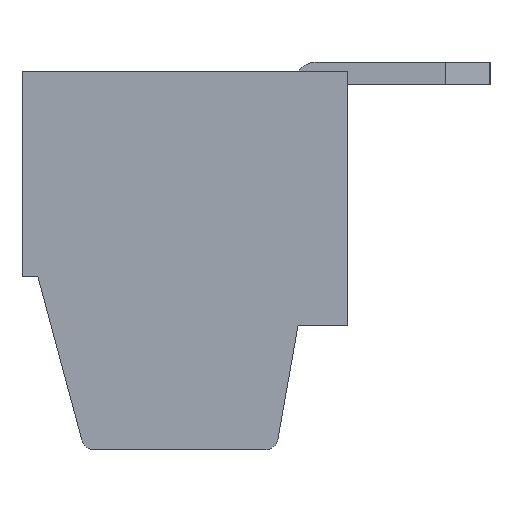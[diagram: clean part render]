
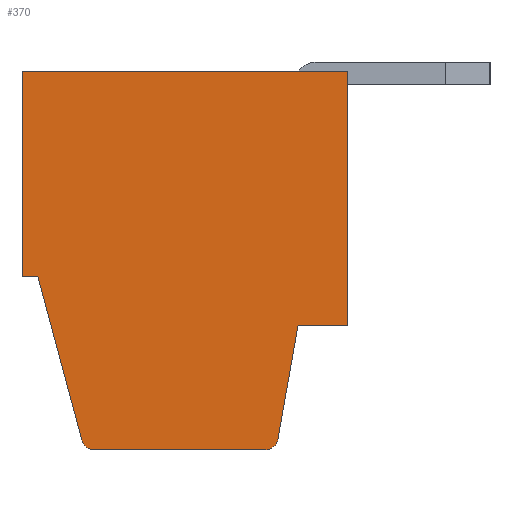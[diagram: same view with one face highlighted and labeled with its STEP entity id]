
A CAD part, left-side view. The second image highlights one B-rep face of the part: STEP entity #370.
In plain terms, the highlighted planar face has unit normal (-1, 0, 0).
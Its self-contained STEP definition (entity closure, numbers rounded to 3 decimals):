
#370 = ADVANCED_FACE( '', ( #1050 ), #1051, .T. );
#1050 = FACE_OUTER_BOUND( '', #2139, .T. );
#1051 = PLANE( '', #2140 );
#2139 = EDGE_LOOP( '', ( #3293, #3294, #3295, #3296, #3297, #3298, #3299, #3300, #3301, #3302 ) );
#2140 = AXIS2_PLACEMENT_3D( '', #3303, #3304, #3305 );
#3293 = ORIENTED_EDGE( '', *, *, #5960, .T. );
#3294 = ORIENTED_EDGE( '', *, *, #5961, .T. );
#3295 = ORIENTED_EDGE( '', *, *, #5962, .T. );
#3296 = ORIENTED_EDGE( '', *, *, #5963, .T. );
#3297 = ORIENTED_EDGE( '', *, *, #5964, .T. );
#3298 = ORIENTED_EDGE( '', *, *, #5965, .T. );
#3299 = ORIENTED_EDGE( '', *, *, #5947, .T. );
#3300 = ORIENTED_EDGE( '', *, *, #5966, .T. );
#3301 = ORIENTED_EDGE( '', *, *, #5967, .T. );
#3302 = ORIENTED_EDGE( '', *, *, #5968, .T. );
#3303 = CARTESIAN_POINT( '', ( 165.647, 244.734, -4.2 ) );
#3304 = DIRECTION( '', ( -1., 0., 0. ) );
#3305 = DIRECTION( '', ( 0., -1., 0. ) );
#5947 = EDGE_CURVE( '', #7027, #7025, #7028, .T. );
#5960 = EDGE_CURVE( '', #7050, #7051, #7052, .T. );
#5961 = EDGE_CURVE( '', #7051, #7053, #7054, .T. );
#5962 = EDGE_CURVE( '', #7053, #7055, #7056, .T. );
#5963 = EDGE_CURVE( '', #7055, #7057, #7058, .T. );
#5964 = EDGE_CURVE( '', #7057, #7059, #7060, .T. );
#5965 = EDGE_CURVE( '', #7059, #7027, #7061, .T. );
#5966 = EDGE_CURVE( '', #7025, #7062, #7063, .T. );
#5967 = EDGE_CURVE( '', #7062, #7064, #7065, .T. );
#5968 = EDGE_CURVE( '', #7064, #7050, #7066, .T. );
#7025 = VERTEX_POINT( '', #8583 );
#7027 = VERTEX_POINT( '', #8586 );
#7028 = LINE( '', #8587, #8588 );
#7050 = VERTEX_POINT( '', #8620 );
#7051 = VERTEX_POINT( '', #8621 );
#7052 = LINE( '', #8622, #8623 );
#7053 = VERTEX_POINT( '', #8624 );
#7054 = CIRCLE( '', #8625, 0.3 );
#7055 = VERTEX_POINT( '', #8626 );
#7056 = LINE( '', #8627, #8628 );
#7057 = VERTEX_POINT( '', #8629 );
#7058 = CIRCLE( '', #8630, 0.3 );
#7059 = VERTEX_POINT( '', #8631 );
#7060 = LINE( '', #8632, #8633 );
#7061 = LINE( '', #8634, #8635 );
#7062 = VERTEX_POINT( '', #8636 );
#7063 = LINE( '', #8637, #8638 );
#7064 = VERTEX_POINT( '', #8639 );
#7065 = LINE( '', #8640, #8641 );
#7066 = LINE( '', #8642, #8643 );
#8583 = CARTESIAN_POINT( '', ( 165.647, 237.434, 0. ) );
#8586 = CARTESIAN_POINT( '', ( 165.647, 237.434, -5.7 ) );
#8587 = CARTESIAN_POINT( '', ( 165.647, 237.434, 0. ) );
#8588 = VECTOR( '', #10569, 1000. );
#8620 = CARTESIAN_POINT( '', ( 165.647, 244.379, -4.6 ) );
#8621 = CARTESIAN_POINT( '', ( 165.647, 243.394, -8.278 ) );
#8622 = CARTESIAN_POINT( '', ( 165.647, 243.394, -8.278 ) );
#8623 = VECTOR( '', #10580, 1000. );
#8624 = CARTESIAN_POINT( '', ( 165.647, 243.104, -8.5 ) );
#8625 = AXIS2_PLACEMENT_3D( '', #10581, #10582, #10583 );
#8626 = CARTESIAN_POINT( '', ( 165.647, 239.286, -8.5 ) );
#8627 = CARTESIAN_POINT( '', ( 165.647, 239.286, -8.5 ) );
#8628 = VECTOR( '', #10584, 1000. );
#8629 = CARTESIAN_POINT( '', ( 165.647, 238.991, -8.252 ) );
#8630 = AXIS2_PLACEMENT_3D( '', #10585, #10586, #10587 );
#8631 = CARTESIAN_POINT( '', ( 165.647, 238.541, -5.7 ) );
#8632 = CARTESIAN_POINT( '', ( 165.647, 238.541, -5.7 ) );
#8633 = VECTOR( '', #10588, 1000. );
#8634 = CARTESIAN_POINT( '', ( 165.647, 237.434, -5.7 ) );
#8635 = VECTOR( '', #10589, 1000. );
#8636 = CARTESIAN_POINT( '', ( 165.647, 244.734, 0. ) );
#8637 = CARTESIAN_POINT( '', ( 165.647, 244.734, 0. ) );
#8638 = VECTOR( '', #10590, 1000. );
#8639 = CARTESIAN_POINT( '', ( 165.647, 244.734, -4.6 ) );
#8640 = CARTESIAN_POINT( '', ( 165.647, 244.734, -4.6 ) );
#8641 = VECTOR( '', #10591, 1000. );
#8642 = CARTESIAN_POINT( '', ( 165.647, 244.379, -4.6 ) );
#8643 = VECTOR( '', #10592, 1000. );
#10569 = DIRECTION( '', ( 0., 0., 1. ) );
#10580 = DIRECTION( '', ( 0., -0.259, -0.966 ) );
#10581 = CARTESIAN_POINT( '', ( 165.647, 243.104, -8.2 ) );
#10582 = DIRECTION( '', ( -1., 0., 0. ) );
#10583 = DIRECTION( '', ( 0., -1., 0. ) );
#10584 = DIRECTION( '', ( 0., -1., 0. ) );
#10585 = CARTESIAN_POINT( '', ( 165.647, 239.286, -8.2 ) );
#10586 = DIRECTION( '', ( -1., 0., 0. ) );
#10587 = DIRECTION( '', ( 0., -1., 0. ) );
#10588 = DIRECTION( '', ( 0., -0.174, 0.985 ) );
#10589 = DIRECTION( '', ( 0., -1., 0. ) );
#10590 = DIRECTION( '', ( 0., 1., 0. ) );
#10591 = DIRECTION( '', ( 0., 0., -1. ) );
#10592 = DIRECTION( '', ( 0., -1., 0. ) );
